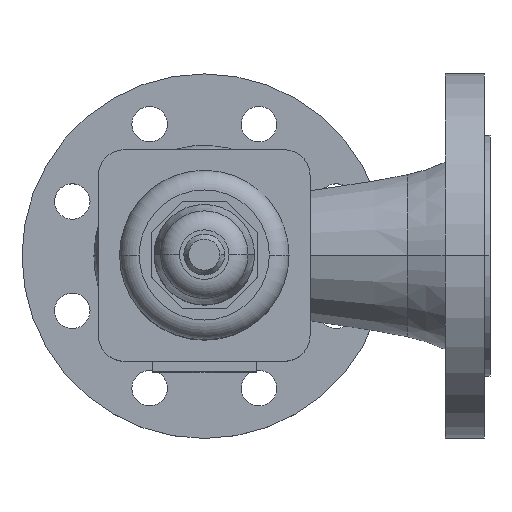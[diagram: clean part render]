
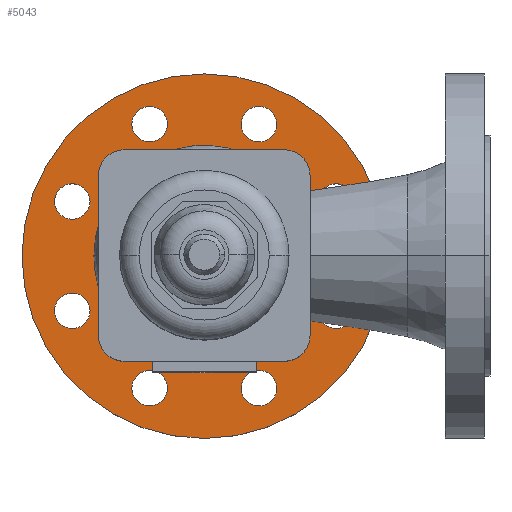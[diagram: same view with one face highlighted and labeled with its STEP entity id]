
A CAD part, top view. The second image highlights one B-rep face of the part: STEP entity #5043.
In plain terms, the highlighted planar face has unit normal (0, 0, 1).
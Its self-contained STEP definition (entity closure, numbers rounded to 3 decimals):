
#1403=CARTESIAN_POINT('',(-92.5,0.,22.8));
#1404=VERTEX_POINT('',#1403);
#1405=CARTESIAN_POINT('',(92.5,-0.,22.8));
#1406=VERTEX_POINT('',#1405);
#1407=CARTESIAN_POINT('',(0.,-0.,22.8));
#1408=DIRECTION('',(-0.,0.,-1.));
#1409=DIRECTION('',(-1.,0.,0.));
#1410=AXIS2_PLACEMENT_3D('',#1407,#1408,#1409);
#1411=CIRCLE('',#1410,92.5);
#1412=EDGE_CURVE('',#1404,#1406,#1411,.T.);
#1456=CARTESIAN_POINT('',(47.5,0.,22.8));
#1457=VERTEX_POINT('',#1456);
#1464=CARTESIAN_POINT('',(-47.5,-0.,22.8));
#1465=VERTEX_POINT('',#1464);
#1466=CARTESIAN_POINT('',(0.,-0.,22.8));
#1467=DIRECTION('',(0.,0.,-1.));
#1468=DIRECTION('',(-1.,0.,0.));
#1469=AXIS2_PLACEMENT_3D('',#1466,#1467,#1468);
#1470=CIRCLE('',#1469,47.5);
#1471=EDGE_CURVE('',#1465,#1457,#1470,.T.);
#3289=CARTESIAN_POINT('',(57.981,27.745,22.8));
#3290=VERTEX_POINT('',#3289);
#3297=CARTESIAN_POINT('',(75.981,27.745,22.8));
#3298=VERTEX_POINT('',#3297);
#3299=CARTESIAN_POINT('',(66.981,27.745,22.8));
#3300=DIRECTION('',(0.,0.,-1.));
#3301=DIRECTION('',(1.,0.,0.));
#3302=AXIS2_PLACEMENT_3D('',#3299,#3300,#3301);
#3303=CIRCLE('',#3302,9.);
#3304=EDGE_CURVE('',#3298,#3290,#3303,.T.);
#3331=CARTESIAN_POINT('',(75.981,-27.745,22.8));
#3332=VERTEX_POINT('',#3331);
#3339=CARTESIAN_POINT('',(57.981,-27.745,22.8));
#3340=VERTEX_POINT('',#3339);
#3341=CARTESIAN_POINT('',(66.981,-27.745,22.8));
#3342=DIRECTION('',(0.,0.,-1.));
#3343=DIRECTION('',(1.,0.,0.));
#3344=AXIS2_PLACEMENT_3D('',#3341,#3342,#3343);
#3345=CIRCLE('',#3344,9.);
#3346=EDGE_CURVE('',#3340,#3332,#3345,.T.);
#3362=CARTESIAN_POINT('',(36.745,-66.981,22.8));
#3363=VERTEX_POINT('',#3362);
#3364=CARTESIAN_POINT('',(18.745,-66.981,22.8));
#3365=VERTEX_POINT('',#3364);
#3366=CARTESIAN_POINT('',(27.745,-66.981,22.8));
#3367=DIRECTION('',(0.,0.,-1.));
#3368=DIRECTION('',(1.,0.,0.));
#3369=AXIS2_PLACEMENT_3D('',#3366,#3367,#3368);
#3370=CIRCLE('',#3369,9.);
#3371=EDGE_CURVE('',#3363,#3365,#3370,.T.);
#3415=CARTESIAN_POINT('',(-36.745,-66.981,22.8));
#3416=VERTEX_POINT('',#3415);
#3423=CARTESIAN_POINT('',(-18.745,-66.981,22.8));
#3424=VERTEX_POINT('',#3423);
#3425=CARTESIAN_POINT('',(-27.745,-66.981,22.8));
#3426=DIRECTION('',(0.,0.,-1.));
#3427=DIRECTION('',(1.,0.,0.));
#3428=AXIS2_PLACEMENT_3D('',#3425,#3426,#3427);
#3429=CIRCLE('',#3428,9.);
#3430=EDGE_CURVE('',#3424,#3416,#3429,.T.);
#3457=CARTESIAN_POINT('',(-57.981,-27.745,22.8));
#3458=VERTEX_POINT('',#3457);
#3465=CARTESIAN_POINT('',(-75.981,-27.745,22.8));
#3466=VERTEX_POINT('',#3465);
#3467=CARTESIAN_POINT('',(-66.981,-27.745,22.8));
#3468=DIRECTION('',(0.,0.,-1.));
#3469=DIRECTION('',(1.,0.,0.));
#3470=AXIS2_PLACEMENT_3D('',#3467,#3468,#3469);
#3471=CIRCLE('',#3470,9.);
#3472=EDGE_CURVE('',#3466,#3458,#3471,.T.);
#3488=CARTESIAN_POINT('',(-75.981,27.745,22.8));
#3489=VERTEX_POINT('',#3488);
#3490=CARTESIAN_POINT('',(-57.981,27.745,22.8));
#3491=VERTEX_POINT('',#3490);
#3492=CARTESIAN_POINT('',(-66.981,27.745,22.8));
#3493=DIRECTION('',(0.,0.,-1.));
#3494=DIRECTION('',(1.,0.,0.));
#3495=AXIS2_PLACEMENT_3D('',#3492,#3493,#3494);
#3496=CIRCLE('',#3495,9.);
#3497=EDGE_CURVE('',#3489,#3491,#3496,.T.);
#3541=CARTESIAN_POINT('',(-36.745,66.981,22.8));
#3542=VERTEX_POINT('',#3541);
#3549=CARTESIAN_POINT('',(-18.745,66.981,22.8));
#3550=VERTEX_POINT('',#3549);
#3551=CARTESIAN_POINT('',(-27.745,66.981,22.8));
#3552=DIRECTION('',(0.,0.,-1.));
#3553=DIRECTION('',(1.,0.,0.));
#3554=AXIS2_PLACEMENT_3D('',#3551,#3552,#3553);
#3555=CIRCLE('',#3554,9.);
#3556=EDGE_CURVE('',#3550,#3542,#3555,.T.);
#3583=CARTESIAN_POINT('',(18.745,66.981,22.8));
#3584=VERTEX_POINT('',#3583);
#3591=CARTESIAN_POINT('',(36.745,66.981,22.8));
#3592=VERTEX_POINT('',#3591);
#3593=CARTESIAN_POINT('',(27.745,66.981,22.8));
#3594=DIRECTION('',(0.,0.,-1.));
#3595=DIRECTION('',(1.,0.,0.));
#3596=AXIS2_PLACEMENT_3D('',#3593,#3594,#3595);
#3597=CIRCLE('',#3596,9.);
#3598=EDGE_CURVE('',#3592,#3584,#3597,.T.);
#4938=CARTESIAN_POINT('',(-70.,0.,22.8));
#4939=DIRECTION('',(0.,-0.,1.));
#4940=DIRECTION('',(1.,-0.,-0.));
#4941=AXIS2_PLACEMENT_3D('',#4938,#4939,#4940);
#4942=PLANE('',#4941);
#4943=CARTESIAN_POINT('',(27.745,66.981,22.8));
#4944=DIRECTION('',(0.,0.,-1.));
#4945=DIRECTION('',(1.,0.,0.));
#4946=AXIS2_PLACEMENT_3D('',#4943,#4944,#4945);
#4947=CIRCLE('',#4946,9.);
#4948=EDGE_CURVE('',#3584,#3592,#4947,.T.);
#4949=ORIENTED_EDGE('',*,*,#4948,.T.);
#4950=ORIENTED_EDGE('',*,*,#3598,.T.);
#4951=EDGE_LOOP('',(#4949,#4950));
#4952=FACE_BOUND('',#4951,.T.);
#4953=ORIENTED_EDGE('',*,*,#3556,.T.);
#4954=CARTESIAN_POINT('',(-27.745,66.981,22.8));
#4955=DIRECTION('',(0.,0.,-1.));
#4956=DIRECTION('',(1.,0.,0.));
#4957=AXIS2_PLACEMENT_3D('',#4954,#4955,#4956);
#4958=CIRCLE('',#4957,9.);
#4959=EDGE_CURVE('',#3542,#3550,#4958,.T.);
#4960=ORIENTED_EDGE('',*,*,#4959,.T.);
#4961=EDGE_LOOP('',(#4953,#4960));
#4962=FACE_BOUND('',#4961,.T.);
#4963=ORIENTED_EDGE('',*,*,#3497,.T.);
#4964=CARTESIAN_POINT('',(-66.981,27.745,22.8));
#4965=DIRECTION('',(0.,0.,-1.));
#4966=DIRECTION('',(1.,0.,0.));
#4967=AXIS2_PLACEMENT_3D('',#4964,#4965,#4966);
#4968=CIRCLE('',#4967,9.);
#4969=EDGE_CURVE('',#3491,#3489,#4968,.T.);
#4970=ORIENTED_EDGE('',*,*,#4969,.T.);
#4971=EDGE_LOOP('',(#4963,#4970));
#4972=FACE_BOUND('',#4971,.T.);
#4973=ORIENTED_EDGE('',*,*,#3472,.T.);
#4974=CARTESIAN_POINT('',(-66.981,-27.745,22.8));
#4975=DIRECTION('',(0.,0.,-1.));
#4976=DIRECTION('',(1.,0.,0.));
#4977=AXIS2_PLACEMENT_3D('',#4974,#4975,#4976);
#4978=CIRCLE('',#4977,9.);
#4979=EDGE_CURVE('',#3458,#3466,#4978,.T.);
#4980=ORIENTED_EDGE('',*,*,#4979,.T.);
#4981=EDGE_LOOP('',(#4973,#4980));
#4982=FACE_BOUND('',#4981,.T.);
#4983=ORIENTED_EDGE('',*,*,#3430,.T.);
#4984=CARTESIAN_POINT('',(-27.745,-66.981,22.8));
#4985=DIRECTION('',(0.,0.,-1.));
#4986=DIRECTION('',(1.,0.,0.));
#4987=AXIS2_PLACEMENT_3D('',#4984,#4985,#4986);
#4988=CIRCLE('',#4987,9.);
#4989=EDGE_CURVE('',#3416,#3424,#4988,.T.);
#4990=ORIENTED_EDGE('',*,*,#4989,.T.);
#4991=EDGE_LOOP('',(#4983,#4990));
#4992=FACE_BOUND('',#4991,.T.);
#4993=ORIENTED_EDGE('',*,*,#3371,.T.);
#4994=CARTESIAN_POINT('',(27.745,-66.981,22.8));
#4995=DIRECTION('',(0.,0.,-1.));
#4996=DIRECTION('',(1.,0.,0.));
#4997=AXIS2_PLACEMENT_3D('',#4994,#4995,#4996);
#4998=CIRCLE('',#4997,9.);
#4999=EDGE_CURVE('',#3365,#3363,#4998,.T.);
#5000=ORIENTED_EDGE('',*,*,#4999,.T.);
#5001=EDGE_LOOP('',(#4993,#5000));
#5002=FACE_BOUND('',#5001,.T.);
#5003=CARTESIAN_POINT('',(66.981,-27.745,22.8));
#5004=DIRECTION('',(0.,0.,-1.));
#5005=DIRECTION('',(1.,0.,0.));
#5006=AXIS2_PLACEMENT_3D('',#5003,#5004,#5005);
#5007=CIRCLE('',#5006,9.);
#5008=EDGE_CURVE('',#3332,#3340,#5007,.T.);
#5009=ORIENTED_EDGE('',*,*,#5008,.T.);
#5010=ORIENTED_EDGE('',*,*,#3346,.T.);
#5011=EDGE_LOOP('',(#5009,#5010));
#5012=FACE_BOUND('',#5011,.T.);
#5013=CARTESIAN_POINT('',(66.981,27.745,22.8));
#5014=DIRECTION('',(0.,0.,-1.));
#5015=DIRECTION('',(1.,0.,0.));
#5016=AXIS2_PLACEMENT_3D('',#5013,#5014,#5015);
#5017=CIRCLE('',#5016,9.);
#5018=EDGE_CURVE('',#3290,#3298,#5017,.T.);
#5019=ORIENTED_EDGE('',*,*,#5018,.T.);
#5020=ORIENTED_EDGE('',*,*,#3304,.T.);
#5021=EDGE_LOOP('',(#5019,#5020));
#5022=FACE_BOUND('',#5021,.T.);
#5023=CARTESIAN_POINT('',(0.,-0.,22.8));
#5024=DIRECTION('',(0.,0.,-1.));
#5025=DIRECTION('',(-1.,0.,0.));
#5026=AXIS2_PLACEMENT_3D('',#5023,#5024,#5025);
#5027=CIRCLE('',#5026,47.5);
#5028=EDGE_CURVE('',#1457,#1465,#5027,.T.);
#5029=ORIENTED_EDGE('',*,*,#5028,.T.);
#5030=ORIENTED_EDGE('',*,*,#1471,.T.);
#5031=EDGE_LOOP('',(#5029,#5030));
#5032=FACE_BOUND('',#5031,.T.);
#5033=ORIENTED_EDGE('',*,*,#1412,.F.);
#5034=CARTESIAN_POINT('',(0.,-0.,22.8));
#5035=DIRECTION('',(-0.,0.,-1.));
#5036=DIRECTION('',(-1.,0.,0.));
#5037=AXIS2_PLACEMENT_3D('',#5034,#5035,#5036);
#5038=CIRCLE('',#5037,92.5);
#5039=EDGE_CURVE('',#1406,#1404,#5038,.T.);
#5040=ORIENTED_EDGE('',*,*,#5039,.F.);
#5041=EDGE_LOOP('',(#5033,#5040));
#5042=FACE_BOUND('',#5041,.T.);
#5043=ADVANCED_FACE('',(#4952,#4962,#4972,#4982,#4992,#5002,#5012,#5022,#5032,#5042),#4942,.T.);
